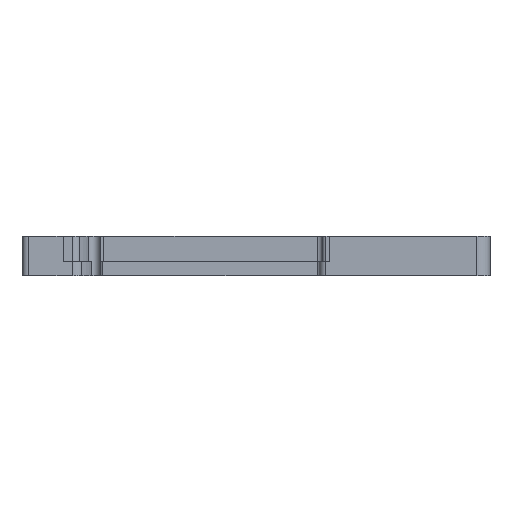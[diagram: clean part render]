
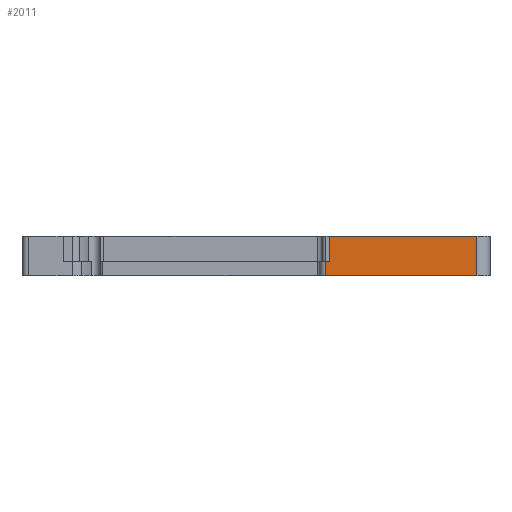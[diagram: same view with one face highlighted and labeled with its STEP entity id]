
A CAD part, front view. The second image highlights one B-rep face of the part: STEP entity #2011.
In plain terms, the highlighted planar face has unit normal (0, -1, 0).
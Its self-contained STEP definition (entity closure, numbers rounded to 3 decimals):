
#364 = EDGE_CURVE ( 'NONE', #9346, #9003, #3776, .T. ) ;
#407 = EDGE_CURVE ( 'NONE', #4169, #9003, #3753, .T. ) ;
#518 = CARTESIAN_POINT ( 'NONE',  ( 19.7, -43.2, 6. ) ) ;
#800 = FACE_OUTER_BOUND ( 'NONE', #5082, .T. ) ;
#920 = DIRECTION ( 'NONE',  ( -1., 0., 0. ) ) ;
#1002 = CARTESIAN_POINT ( 'NONE',  ( 42.85, -43.2, 6. ) ) ;
#1029 = DIRECTION ( 'NONE',  ( 0., 0., -1. ) ) ;
#1089 = CARTESIAN_POINT ( 'NONE',  ( 19.7, -43.2, 2.15 ) ) ;
#1235 = LINE ( 'NONE', #1707, #5732 ) ;
#1707 = CARTESIAN_POINT ( 'NONE',  ( 0., -43.2, 6. ) ) ;
#1984 = CARTESIAN_POINT ( 'NONE',  ( 20.224, -43.2, 2.15 ) ) ;
#2011 = ADVANCED_FACE ( 'NONE', ( #800 ), #7445, .T. ) ;
#2045 = DIRECTION ( 'NONE',  ( 1., 0., 0. ) ) ;
#2264 = VECTOR ( 'NONE', #4431, 1000. ) ;
#2334 = LINE ( 'NONE', #4472, #2264 ) ;
#2393 = AXIS2_PLACEMENT_3D ( 'NONE', #7456, #7499, #7416 ) ;
#2884 = EDGE_CURVE ( 'NONE', #9346, #3738, #8794, .T. ) ;
#3016 = EDGE_CURVE ( 'NONE', #3731, #4169, #8421, .T. ) ;
#3680 = VECTOR ( 'NONE', #8180, 1000. ) ;
#3731 = VERTEX_POINT ( 'NONE', #9049 ) ;
#3738 = VERTEX_POINT ( 'NONE', #9102 ) ;
#3753 = LINE ( 'NONE', #8559, #3680 ) ;
#3776 = LINE ( 'NONE', #518, #3800 ) ;
#3800 = VECTOR ( 'NONE', #6845, 1000. ) ;
#4035 = CARTESIAN_POINT ( 'NONE',  ( 19.7, -43.2, 0. ) ) ;
#4169 = VERTEX_POINT ( 'NONE', #5718 ) ;
#4431 = DIRECTION ( 'NONE',  ( 0., 0., 1. ) ) ;
#4467 = ORIENTED_EDGE ( 'NONE', *, *, #7124, .T. ) ;
#4472 = CARTESIAN_POINT ( 'NONE',  ( 20.224, -43.2, 2.15 ) ) ;
#4559 = ORIENTED_EDGE ( 'NONE', *, *, #3016, .F. ) ;
#4677 = ORIENTED_EDGE ( 'NONE', *, *, #407, .F. ) ;
#4778 = ORIENTED_EDGE ( 'NONE', *, *, #364, .T. ) ;
#4890 = ORIENTED_EDGE ( 'NONE', *, *, #2884, .F. ) ;
#5015 = ORIENTED_EDGE ( 'NONE', *, *, #5424, .F. ) ;
#5082 = EDGE_LOOP ( 'NONE', ( #5015, #4890, #4778, #4677, #4559, #4467 ) ) ;
#5424 = EDGE_CURVE ( 'NONE', #3738, #5537, #2334, .T. ) ;
#5537 = VERTEX_POINT ( 'NONE', #9674 ) ;
#5718 = CARTESIAN_POINT ( 'NONE',  ( 42.85, -43.2, 0. ) ) ;
#5732 = VECTOR ( 'NONE', #920, 1000. ) ;
#6845 = DIRECTION ( 'NONE',  ( 0., 0., -1. ) ) ;
#7124 = EDGE_CURVE ( 'NONE', #3731, #5537, #1235, .T. ) ;
#7416 = DIRECTION ( 'NONE',  ( 1., 0., 0. ) ) ;
#7445 = PLANE ( 'NONE',  #2393 ) ;
#7456 = CARTESIAN_POINT ( 'NONE',  ( 0., -43.2, 6. ) ) ;
#7499 = DIRECTION ( 'NONE',  ( 0., -1., 0. ) ) ;
#8180 = DIRECTION ( 'NONE',  ( -1., 0., 0. ) ) ;
#8415 = VECTOR ( 'NONE', #1029, 1000. ) ;
#8421 = LINE ( 'NONE', #1002, #8415 ) ;
#8559 = CARTESIAN_POINT ( 'NONE',  ( 0., -43.2, 0. ) ) ;
#8794 = LINE ( 'NONE', #1984, #8868 ) ;
#8868 = VECTOR ( 'NONE', #2045, 1000. ) ;
#9003 = VERTEX_POINT ( 'NONE', #4035 ) ;
#9049 = CARTESIAN_POINT ( 'NONE',  ( 42.85, -43.2, 6. ) ) ;
#9102 = CARTESIAN_POINT ( 'NONE',  ( 20.224, -43.2, 2.15 ) ) ;
#9346 = VERTEX_POINT ( 'NONE', #1089 ) ;
#9674 = CARTESIAN_POINT ( 'NONE',  ( 20.224, -43.2, 6. ) ) ;
